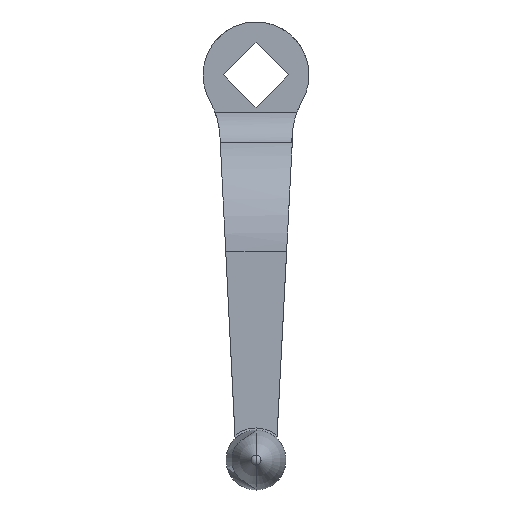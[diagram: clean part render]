
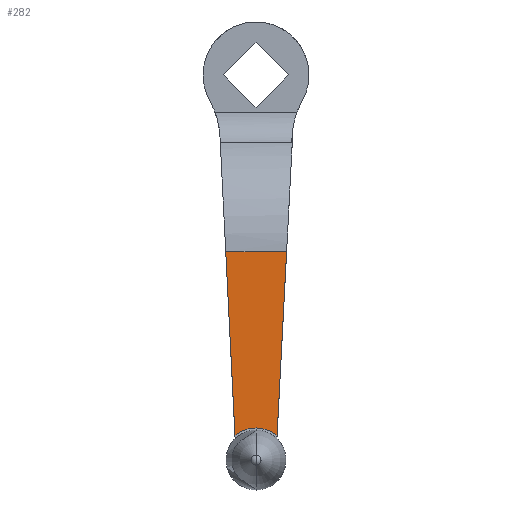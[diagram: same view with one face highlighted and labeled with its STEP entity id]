
A CAD part, front view. The second image highlights one B-rep face of the part: STEP entity #282.
In plain terms, the highlighted planar face has unit normal (0, -1, 0).
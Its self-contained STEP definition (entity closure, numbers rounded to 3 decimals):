
#246=VERTEX_POINT('',#676);
#282=ADVANCED_FACE('',(#713),#714,.F.);
#288=EDGE_CURVE('',#304,#580,#720,.T.);
#296=EDGE_CURVE('',#304,#534,#729,.T.);
#304=VERTEX_POINT('',#737);
#466=EDGE_CURVE('',#580,#578,#922,.T.);
#516=EDGE_CURVE('',#246,#534,#975,.T.);
#534=VERTEX_POINT('',#997);
#578=VERTEX_POINT('',#1043);
#580=VERTEX_POINT('',#1045);
#636=EDGE_CURVE('',#246,#578,#1110,.T.);
#676=CARTESIAN_POINT('',(12.716,-74.0,-73.436));
#713=FACE_OUTER_BOUND('',#1210,.T.);
#714=PLANE('',#1211);
#720=CIRCLE('',#1243,13.333);
#729=LINE('',#1255,#1256);
#737=CARTESIAN_POINT('',(-8.741,-74.0,-149.931));
#922=CIRCLE('',#1543,13.333);
#975=LINE('',#1645,#1646);
#997=CARTESIAN_POINT('',(-12.575,-74.0,-73.436));
#1043=CARTESIAN_POINT('',(8.749,-74.0,-149.938));
#1045=CARTESIAN_POINT('',(0.,-74.,-146.667));
#1110=LINE('',#1859,#1860);
#1210=EDGE_LOOP('',(#1916,#1917,#1918,#1919,#1920));
#1211=AXIS2_PLACEMENT_3D('',#1921,#1922,#1923);
#1243=AXIS2_PLACEMENT_3D('',#1927,#1928,#1929);
#1255=CARTESIAN_POINT('',(-11.199,-74.0,-100.881));
#1256=VECTOR('',#1939,1.0);
#1543=AXIS2_PLACEMENT_3D('',#2205,#2206,#2207);
#1645=CARTESIAN_POINT('',(0.,-74.0,-73.436));
#1646=VECTOR('',#2250,1.0);
#1859=CARTESIAN_POINT('',(14.542,-74.0,-38.236));
#1860=VECTOR('',#2430,1.0);
#1916=ORIENTED_EDGE('',*,*,#296,.F.);
#1917=ORIENTED_EDGE('',*,*,#288,.T.);
#1918=ORIENTED_EDGE('',*,*,#466,.T.);
#1919=ORIENTED_EDGE('',*,*,#636,.F.);
#1920=ORIENTED_EDGE('',*,*,#516,.T.);
#1921=CARTESIAN_POINT('',(0.,-74.0,-46.333));
#1922=DIRECTION('',(-0.0,1.0,0.0));
#1923=DIRECTION('',(0.,0.0,1.0));
#1927=CARTESIAN_POINT('',(0.,-74.0,-160.0));
#1928=DIRECTION('',(-0.0,1.0,0.0));
#1929=DIRECTION('',(0.,0.0,1.0));
#1939=DIRECTION('',(-0.05,0.0,0.999));
#2205=CARTESIAN_POINT('',(0.,-74.0,-160.0));
#2206=DIRECTION('',(-0.0,1.0,0.0));
#2207=DIRECTION('',(0.,0.0,1.0));
#2250=DIRECTION('',(-1.0,0.,0.));
#2430=DIRECTION('',(-0.052,0.0,-0.999));
